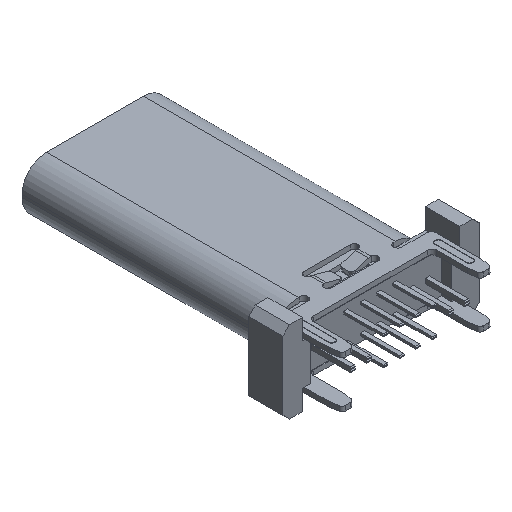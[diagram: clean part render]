
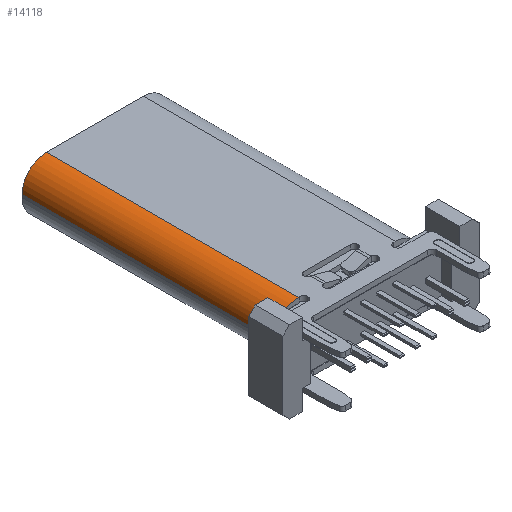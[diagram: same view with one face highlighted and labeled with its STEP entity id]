
A CAD part, isometric view. The second image highlights one B-rep face of the part: STEP entity #14118.
In plain terms, the highlighted cylindrical face has radius 1.5 mm (diameter 3 mm), a partial arc.
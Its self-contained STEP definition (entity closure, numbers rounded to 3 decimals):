
#432=CARTESIAN_POINT('',(-4.856,17.676,-21.759));
#433=DIRECTION('',(0.,-1.,0.));
#434=DIRECTION('',(0.,0.,1.));
#435=AXIS2_PLACEMENT_3D('',#432,#433,#434);
#2027=CARTESIAN_POINT('',(-4.856,33.076,
-21.759));
#2028=DIRECTION('',(0.,1.,0.));
#2029=DIRECTION('',(-1.,0.,0.));
#2030=AXIS2_PLACEMENT_3D('',#2027,#2028,#2029);
#2962=DIRECTION('',(0.,-1.,0.));
#2963=VECTOR('',#2962,15.4);
#2964=CARTESIAN_POINT('',(-6.356,33.076,
-21.759));
#2965=LINE('',#2964,#2963);
#2969=DIRECTION('',(0.,1.,0.));
#2970=VECTOR('',#2969,15.4);
#2971=CARTESIAN_POINT('',(-4.856,17.676,
-20.259));
#2972=LINE('',#2971,#2970);
#3012=CARTESIAN_POINT('',(-4.856,17.676,
-21.759));
#3013=DIRECTION('',(0.,-1.,0.));
#3014=DIRECTION('',(-0.626,0.,0.78));
#3015=AXIS2_PLACEMENT_3D('',#3012,#3013,#3014);
#10236=CARTESIAN_POINT('',(-6.356,33.076,
-21.759));
#10237=CARTESIAN_POINT('',(-4.856,33.076,
-20.259));
#10238=VERTEX_POINT('',#10236);
#10239=VERTEX_POINT('',#10237);
#10242=CARTESIAN_POINT('',(-4.856,17.676,
-20.259));
#10243=CARTESIAN_POINT('',(-5.795,17.676,
-20.589));
#10244=VERTEX_POINT('',#10242);
#10245=VERTEX_POINT('',#10243);
#10401=CARTESIAN_POINT('',(-6.356,17.676,
-21.759));
#10403=VERTEX_POINT('',#10401);
#14105=CARTESIAN_POINT('',(-4.856,32.676,
-21.759));
#14106=DIRECTION('',(0.,-1.,0.));
#14107=DIRECTION('',(0.,0.,-1.));
#14108=AXIS2_PLACEMENT_3D('',#14105,#14106,#14107);
#14109=CYLINDRICAL_SURFACE('',#14108,1.5);
#14111=ORIENTED_EDGE('',*,*,#14110,.T.);
#14112=ORIENTED_EDGE('',*,*,#14098,.F.);
#14113=ORIENTED_EDGE('',*,*,#13506,.T.);
#14114=ORIENTED_EDGE('',*,*,#12520,.F.);
#14115=ORIENTED_EDGE('',*,*,#12346,.T.);
#14116=EDGE_LOOP('',(#14111,#14112,#14113,#14114,#14115));
#14117=FACE_OUTER_BOUND('',#14116,.F.);
#436=CIRCLE('',#435,1.5);
#2031=CIRCLE('',#2030,1.5);
#3016=CIRCLE('',#3015,1.5);
#12346=EDGE_CURVE('',#10244,#10245,#436,.T.);
#12520=EDGE_CURVE('',#10244,#10239,#2972,.T.);
#13506=EDGE_CURVE('',#10238,#10239,#2031,.T.);
#14098=EDGE_CURVE('',#10238,#10403,#2965,.T.);
#14110=EDGE_CURVE('',#10245,#10403,#3016,.T.);
#14118=ADVANCED_FACE('',(#14117),#14109,.T.);
